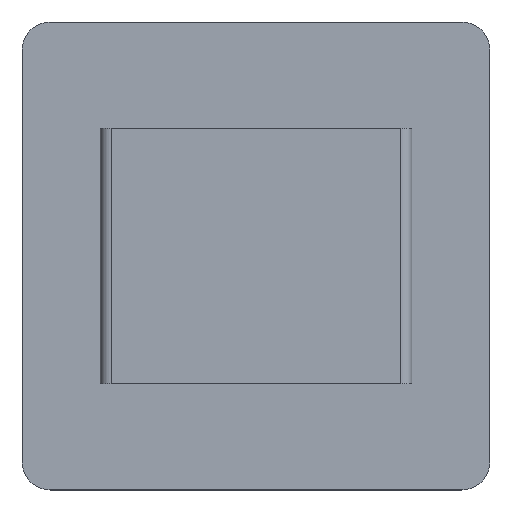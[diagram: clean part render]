
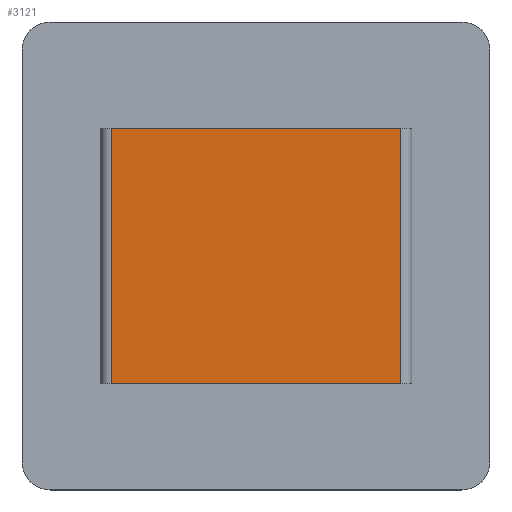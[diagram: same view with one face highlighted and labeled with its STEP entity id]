
A CAD part, top view. The second image highlights one B-rep face of the part: STEP entity #3121.
In plain terms, the highlighted planar face has unit normal (0, 0, 1).
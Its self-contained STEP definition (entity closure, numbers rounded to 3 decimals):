
#477 = PLANE('',#478);
#478 = AXIS2_PLACEMENT_3D('',#479,#480,#481);
#479 = CARTESIAN_POINT('',(0.,22.5,1.));
#480 = DIRECTION('',(0.,-1.,0.));
#481 = DIRECTION('',(1.,0.,0.));
#527 = PLANE('',#528);
#528 = AXIS2_PLACEMENT_3D('',#529,#530,#531);
#529 = CARTESIAN_POINT('',(0.,-22.5,1.));
#530 = DIRECTION('',(0.,-1.,0.));
#531 = DIRECTION('',(1.,0.,0.));
#1203 = CYLINDRICAL_SURFACE('',#1204,2.);
#1204 = AXIS2_PLACEMENT_3D('',#1205,#1206,#1207);
#1205 = CARTESIAN_POINT('',(-25.5,22.5,2.));
#1206 = DIRECTION('',(0.,1.,0.));
#1207 = DIRECTION('',(1.,0.,0.));
#2021 = VERTEX_POINT('',#2022);
#2022 = CARTESIAN_POINT('',(25.5,-22.5,4.));
#2037 = CYLINDRICAL_SURFACE('',#2038,2.);
#2038 = AXIS2_PLACEMENT_3D('',#2039,#2040,#2041);
#2039 = CARTESIAN_POINT('',(25.5,22.5,2.));
#2040 = DIRECTION('',(0.,1.,0.));
#2041 = DIRECTION('',(1.,0.,0.));
#2049 = EDGE_CURVE('',#2050,#2021,#2052,.T.);
#2050 = VERTEX_POINT('',#2051);
#2051 = CARTESIAN_POINT('',(-25.5,-22.5,4.));
#2052 = SURFACE_CURVE('',#2053,(#2057,#2064),.PCURVE_S1.);
#2053 = LINE('',#2054,#2055);
#2054 = CARTESIAN_POINT('',(0.,-22.5,4.));
#2055 = VECTOR('',#2056,1.);
#2056 = DIRECTION('',(1.,0.,0.));
#2057 = PCURVE('',#527,#2058);
#2058 = DEFINITIONAL_REPRESENTATION('',(#2059),#2063);
#2059 = LINE('',#2060,#2061);
#2060 = CARTESIAN_POINT('',(0.,3.));
#2061 = VECTOR('',#2062,1.);
#2062 = DIRECTION('',(1.,0.));
#2063 = ( GEOMETRIC_REPRESENTATION_CONTEXT(2) 
PARAMETRIC_REPRESENTATION_CONTEXT() REPRESENTATION_CONTEXT('2D SPACE',''
  ) );
#2064 = PCURVE('',#2065,#2070);
#2065 = PLANE('',#2066);
#2066 = AXIS2_PLACEMENT_3D('',#2067,#2068,#2069);
#2067 = CARTESIAN_POINT('',(-25.5,22.5,4.));
#2068 = DIRECTION('',(0.,0.,1.));
#2069 = DIRECTION('',(1.,0.,0.));
#2070 = DEFINITIONAL_REPRESENTATION('',(#2071),#2075);
#2071 = LINE('',#2072,#2073);
#2072 = CARTESIAN_POINT('',(25.5,-45.));
#2073 = VECTOR('',#2074,1.);
#2074 = DIRECTION('',(1.,0.));
#2075 = ( GEOMETRIC_REPRESENTATION_CONTEXT(2) 
PARAMETRIC_REPRESENTATION_CONTEXT() REPRESENTATION_CONTEXT('2D SPACE',''
  ) );
#2811 = VERTEX_POINT('',#2812);
#2812 = CARTESIAN_POINT('',(25.5,22.5,4.));
#2834 = EDGE_CURVE('',#2835,#2811,#2837,.T.);
#2835 = VERTEX_POINT('',#2836);
#2836 = CARTESIAN_POINT('',(-25.5,22.5,4.));
#2837 = SURFACE_CURVE('',#2838,(#2842,#2849),.PCURVE_S1.);
#2838 = LINE('',#2839,#2840);
#2839 = CARTESIAN_POINT('',(0.,22.5,4.));
#2840 = VECTOR('',#2841,1.);
#2841 = DIRECTION('',(1.,0.,0.));
#2842 = PCURVE('',#477,#2843);
#2843 = DEFINITIONAL_REPRESENTATION('',(#2844),#2848);
#2844 = LINE('',#2845,#2846);
#2845 = CARTESIAN_POINT('',(0.,3.));
#2846 = VECTOR('',#2847,1.);
#2847 = DIRECTION('',(1.,0.));
#2848 = ( GEOMETRIC_REPRESENTATION_CONTEXT(2) 
PARAMETRIC_REPRESENTATION_CONTEXT() REPRESENTATION_CONTEXT('2D SPACE',''
  ) );
#2849 = PCURVE('',#2065,#2850);
#2850 = DEFINITIONAL_REPRESENTATION('',(#2851),#2855);
#2851 = LINE('',#2852,#2853);
#2852 = CARTESIAN_POINT('',(25.5,0.));
#2853 = VECTOR('',#2854,1.);
#2854 = DIRECTION('',(1.,0.));
#2855 = ( GEOMETRIC_REPRESENTATION_CONTEXT(2) 
PARAMETRIC_REPRESENTATION_CONTEXT() REPRESENTATION_CONTEXT('2D SPACE',''
  ) );
#3098 = EDGE_CURVE('',#2835,#2050,#3099,.T.);
#3099 = SURFACE_CURVE('',#3100,(#3104,#3111),.PCURVE_S1.);
#3100 = LINE('',#3101,#3102);
#3101 = CARTESIAN_POINT('',(-25.5,22.5,4.));
#3102 = VECTOR('',#3103,1.);
#3103 = DIRECTION('',(0.,-1.,0.));
#3104 = PCURVE('',#1203,#3105);
#3105 = DEFINITIONAL_REPRESENTATION('',(#3106),#3110);
#3106 = LINE('',#3107,#3108);
#3107 = CARTESIAN_POINT('',(-1.571,0.));
#3108 = VECTOR('',#3109,1.);
#3109 = DIRECTION('',(-0.,-1.));
#3110 = ( GEOMETRIC_REPRESENTATION_CONTEXT(2) 
PARAMETRIC_REPRESENTATION_CONTEXT() REPRESENTATION_CONTEXT('2D SPACE',''
  ) );
#3111 = PCURVE('',#2065,#3112);
#3112 = DEFINITIONAL_REPRESENTATION('',(#3113),#3117);
#3113 = LINE('',#3114,#3115);
#3114 = CARTESIAN_POINT('',(0.,0.));
#3115 = VECTOR('',#3116,1.);
#3116 = DIRECTION('',(0.,-1.));
#3117 = ( GEOMETRIC_REPRESENTATION_CONTEXT(2) 
PARAMETRIC_REPRESENTATION_CONTEXT() REPRESENTATION_CONTEXT('2D SPACE',''
  ) );
#3121 = ADVANCED_FACE('',(#3122),#2065,.T.);
#3122 = FACE_BOUND('',#3123,.T.);
#3123 = EDGE_LOOP('',(#3124,#3125,#3126,#3147));
#3124 = ORIENTED_EDGE('',*,*,#3098,.T.);
#3125 = ORIENTED_EDGE('',*,*,#2049,.T.);
#3126 = ORIENTED_EDGE('',*,*,#3127,.F.);
#3127 = EDGE_CURVE('',#2811,#2021,#3128,.T.);
#3128 = SURFACE_CURVE('',#3129,(#3133,#3140),.PCURVE_S1.);
#3129 = LINE('',#3130,#3131);
#3130 = CARTESIAN_POINT('',(25.5,22.5,4.));
#3131 = VECTOR('',#3132,1.);
#3132 = DIRECTION('',(0.,-1.,0.));
#3133 = PCURVE('',#2065,#3134);
#3134 = DEFINITIONAL_REPRESENTATION('',(#3135),#3139);
#3135 = LINE('',#3136,#3137);
#3136 = CARTESIAN_POINT('',(51.,0.));
#3137 = VECTOR('',#3138,1.);
#3138 = DIRECTION('',(0.,-1.));
#3139 = ( GEOMETRIC_REPRESENTATION_CONTEXT(2) 
PARAMETRIC_REPRESENTATION_CONTEXT() REPRESENTATION_CONTEXT('2D SPACE',''
  ) );
#3140 = PCURVE('',#2037,#3141);
#3141 = DEFINITIONAL_REPRESENTATION('',(#3142),#3146);
#3142 = LINE('',#3143,#3144);
#3143 = CARTESIAN_POINT('',(-1.571,0.));
#3144 = VECTOR('',#3145,1.);
#3145 = DIRECTION('',(-0.,-1.));
#3146 = ( GEOMETRIC_REPRESENTATION_CONTEXT(2) 
PARAMETRIC_REPRESENTATION_CONTEXT() REPRESENTATION_CONTEXT('2D SPACE',''
  ) );
#3147 = ORIENTED_EDGE('',*,*,#2834,.F.);
